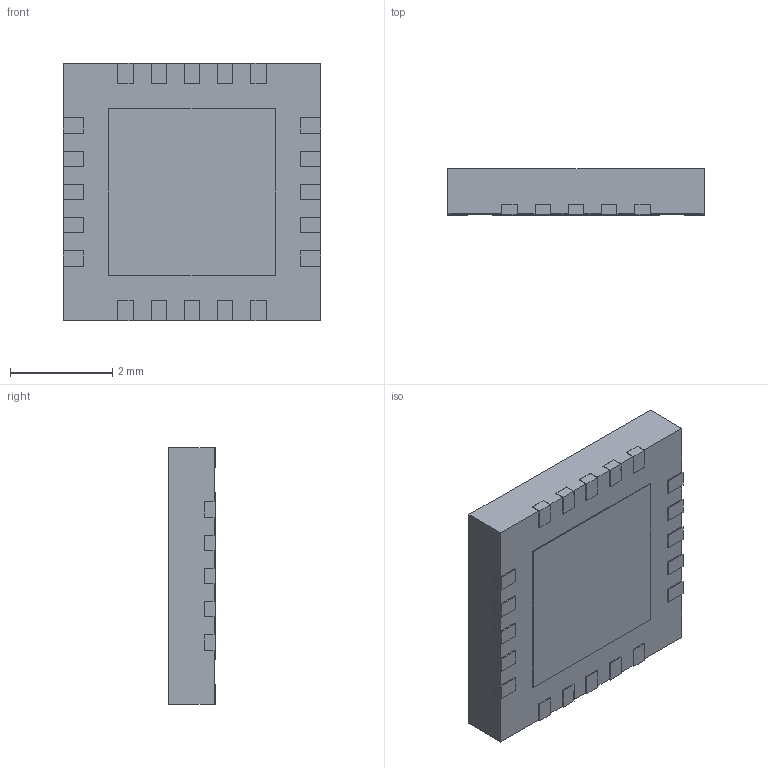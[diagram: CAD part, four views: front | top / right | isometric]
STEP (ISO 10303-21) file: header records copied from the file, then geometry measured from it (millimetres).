
FILE_DESCRIPTION(('FreeCAD Model'),'2;1');
FILE_NAME('QFN-20-5x5mm.step' ,'2017-08-04T14:11:42',('kicad StepUp'),('ksu MCAD'), 'Open CASCADE STEP processor 6.8','FreeCAD','Unknown');
FILE_SCHEMA(('AUTOMOTIVE_DESIGN_CC2 { 1 2 10303 214 -1 1 5 4 }'));
Length unit declared in the file: millimetre
Products named in the file (1): QFN-20-5x5mm
Bounding box: 5.02 x 0.9 x 5.02 mm (x, y, z)
Volume: 22.3 mm3; surface area: 68.6 mm2
Topology: 1 solids, 1 shells, 134 faces, 390 edges, 260 vertices
Faces by surface type: plane 132, cylinder 2
Entity records: 5290 total; most frequent: CARTESIAN_POINT 785, ORIENTED_EDGE 780, DIRECTION 664, EDGE_CURVE 390, LINE 386, VECTOR 386, VERTEX_POINT 260, AXIS2_PLACEMENT_3D 139
